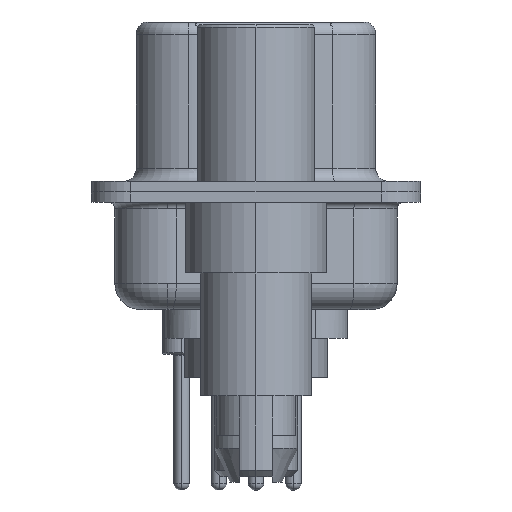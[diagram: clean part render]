
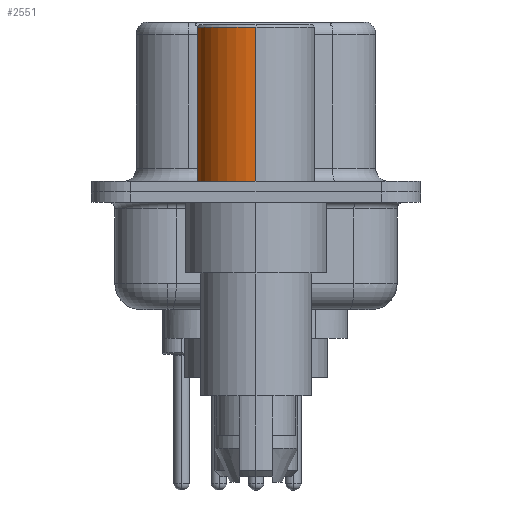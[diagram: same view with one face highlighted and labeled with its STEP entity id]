
A CAD part, left-side view. The second image highlights one B-rep face of the part: STEP entity #2551.
In plain terms, the highlighted cylindrical face has radius 2.25 mm (diameter 4.5 mm), a partial arc.
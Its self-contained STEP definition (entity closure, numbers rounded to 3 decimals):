
#83 = AXIS2_PLACEMENT_3D ( 'NONE', #20728, #4901, #13215 ) ;
#422 = CARTESIAN_POINT ( 'NONE',  ( -2.25, 0., 6.3 ) ) ;
#1524 = VERTEX_POINT ( 'NONE', #23500 ) ;
#1639 = CARTESIAN_POINT ( 'NONE',  ( 2.25, 0., 0.581 ) ) ;
#1686 = DIRECTION ( 'NONE',  ( 1., 0., 0. ) ) ;
#2133 = VERTEX_POINT ( 'NONE', #8084 ) ;
#2551 = ADVANCED_FACE ( 'NONE', ( #4222 ), #13278, .T. ) ;
#2990 = CARTESIAN_POINT ( 'NONE',  ( -2.25, 0., 0.4 ) ) ;
#4222 = FACE_OUTER_BOUND ( 'NONE', #6577, .T. ) ;
#4285 = EDGE_CURVE ( 'NONE', #1524, #4667, #6404, .T. ) ;
#4667 = VERTEX_POINT ( 'NONE', #2990 ) ;
#4901 = DIRECTION ( 'NONE',  ( 0., 0., 1. ) ) ;
#6404 = CIRCLE ( 'NONE', #21996, 2.25 ) ;
#6577 = EDGE_LOOP ( 'NONE', ( #14434, #10141, #18445, #10917 ) ) ;
#6697 = VECTOR ( 'NONE', #16250, 1000. ) ;
#7914 = VECTOR ( 'NONE', #10819, 1000. ) ;
#7941 = EDGE_CURVE ( 'NONE', #4667, #18664, #17623, .T. ) ;
#8084 = CARTESIAN_POINT ( 'NONE',  ( 2.25, 0., 6.3 ) ) ;
#10141 = ORIENTED_EDGE ( 'NONE', *, *, #7941, .T. ) ;
#10774 = CARTESIAN_POINT ( 'NONE',  ( -2.25, 0., 0.581 ) ) ;
#10819 = DIRECTION ( 'NONE',  ( 0., 0., 1. ) ) ;
#10917 = ORIENTED_EDGE ( 'NONE', *, *, #12787, .F. ) ;
#12579 = DIRECTION ( 'NONE',  ( 0., 0., 1. ) ) ;
#12787 = EDGE_CURVE ( 'NONE', #1524, #2133, #20098, .T. ) ;
#13215 = DIRECTION ( 'NONE',  ( 1., 0., 0. ) ) ;
#13278 = CYLINDRICAL_SURFACE ( 'NONE', #83, 2.25 ) ;
#14434 = ORIENTED_EDGE ( 'NONE', *, *, #4285, .T. ) ;
#14505 = CIRCLE ( 'NONE', #22247, 2.25 ) ;
#15721 = EDGE_CURVE ( 'NONE', #2133, #18664, #14505, .T. ) ;
#16250 = DIRECTION ( 'NONE',  ( 0., 0., 1. ) ) ;
#17623 = LINE ( 'NONE', #10774, #7914 ) ;
#18445 = ORIENTED_EDGE ( 'NONE', *, *, #15721, .F. ) ;
#18664 = VERTEX_POINT ( 'NONE', #422 ) ;
#20098 = LINE ( 'NONE', #1639, #6697 ) ;
#20728 = CARTESIAN_POINT ( 'NONE',  ( 0., 0., 0.581 ) ) ;
#21996 = AXIS2_PLACEMENT_3D ( 'NONE', #22463, #22391, #22359 ) ;
#22247 = AXIS2_PLACEMENT_3D ( 'NONE', #23762, #12579, #1686 ) ;
#22359 = DIRECTION ( 'NONE',  ( 1., 0., 0. ) ) ;
#22391 = DIRECTION ( 'NONE',  ( 0., 0., 1. ) ) ;
#22463 = CARTESIAN_POINT ( 'NONE',  ( 0., 0., 0.4 ) ) ;
#23500 = CARTESIAN_POINT ( 'NONE',  ( 2.25, 0., 0.4 ) ) ;
#23762 = CARTESIAN_POINT ( 'NONE',  ( 0., 0., 6.3 ) ) ;
